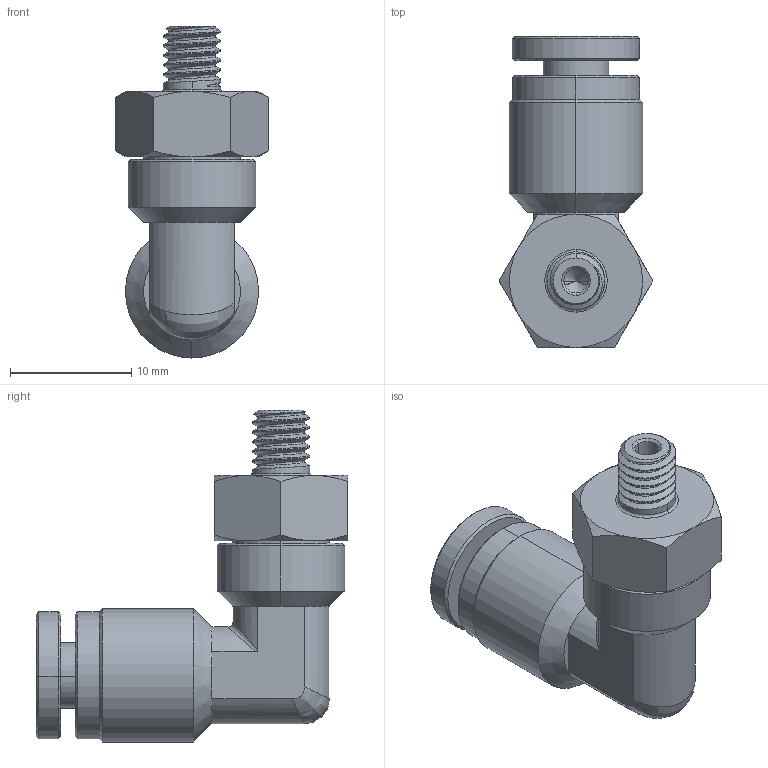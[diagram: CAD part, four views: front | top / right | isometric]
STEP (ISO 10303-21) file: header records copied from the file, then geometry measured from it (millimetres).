
FILE_DESCRIPTION (( 'STEP AP214' ), '1' );
FILE_NAME ('MES5-32-10-32W.STEP', '2018-07-20T16:45:51', ( '' ), ( '' ), 'SwSTEP 2.0', 'SolidWorks 2016', '' );
FILE_SCHEMA (( 'AUTOMOTIVE_DESIGN' ));
Length unit declared in the file: millimetre
Products named in the file (1): MES5-32-10-32W
Bounding box: 12.7 x 25.69 x 27.4 mm (x, y, z)
Volume: 2222.2 mm3; surface area: 3493.2 mm2
Topology: 7 solids, 7 shells, 399 faces, 1029 edges, 656 vertices
Faces by surface type: plane 133, cone 127, cylinder 99, bspline 36, torus 4
Entity records: 18843 total; most frequent: CARTESIAN_POINT 5249, ORIENTED_EDGE 2054, DIRECTION 1735, EDGE_CURVE 1027, AXIS2_PLACEMENT_3D 704, VERTEX_POINT 656, EDGE_LOOP 427, UNCERTAINTY_MEASURE_WITH_UNIT 408
